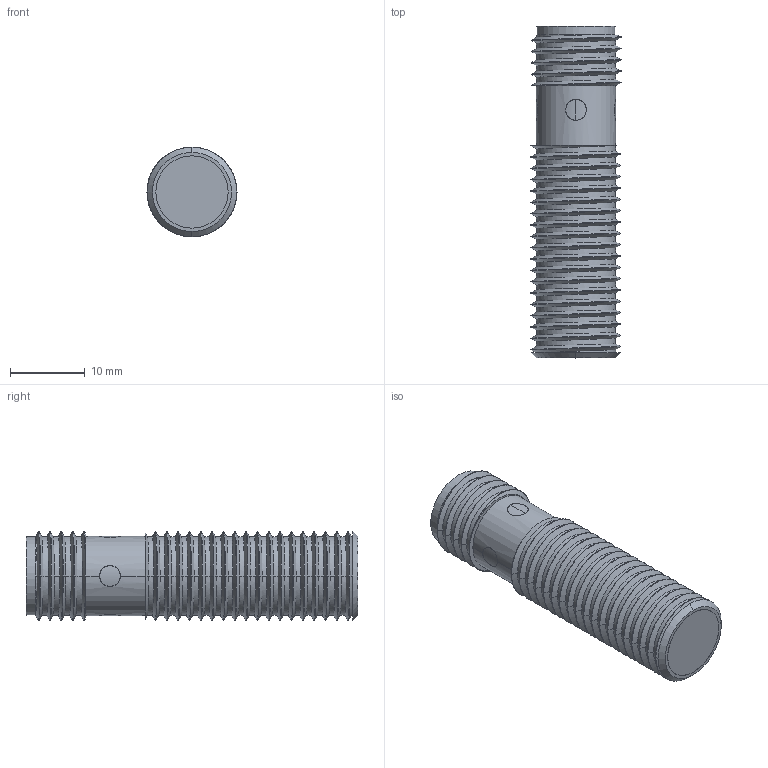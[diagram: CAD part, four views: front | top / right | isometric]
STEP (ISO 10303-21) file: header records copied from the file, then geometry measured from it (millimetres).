
FILE_DESCRIPTION(('STEP AP214'),'1');
FILE_NAME('cctmp_B5CF3295-DDCA-42C8-824C-89A510BC4164_2025_02_28_10_55_29_0043_3016..stp','2025-02-28T09:55:29',('Pepperl+Fuchs GmbH'),('CADClick - www.CADClick.com'),'Spatial InterOp 3D',' ','unknown authorization');
FILE_SCHEMA(('AUTOMOTIVE_DESIGN'));
Length unit declared in the file: millimetre
Products named in the file (4): NBB4-12GM30-A2-V1; 2025_02_28_10_55_29_0043; NBB4-12GM30-A2-V1_2; NBB4-12GM30-A2-V1_1
Assembly tree (3 placements, depth 2):
  NBB4-12GM30-A2-V1
    2025_02_28_10_55_29_0043
    NBB4-12GM30-A2-V1_2
    NBB4-12GM30-A2-V1_1
Bounding box: 12.08 x 44.51 x 12 mm (x, y, z)
Volume: 3544.4 mm3; surface area: 4121.1 mm2
Topology: 7 solids, 7 shells, 283 faces, 611 edges, 334 vertices
Faces by surface type: cylinder 144, cone 102, plane 25, sphere 8, torus 4
Entity records: 13419 total; most frequent: CARTESIAN_POINT 4856, DIRECTION 1252, ORIENTED_EDGE 1190, EDGE_CURVE 595, AXIS2_PLACEMENT_3D 502, STYLED_ITEM 344, PRESENTATION_STYLE_ASSIGNMENT 344, COLOUR_RGB 344
